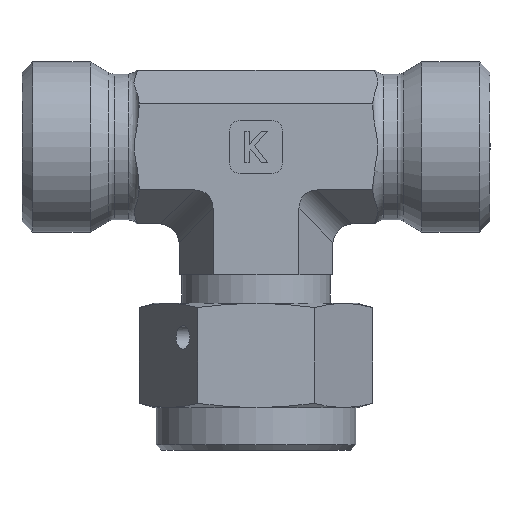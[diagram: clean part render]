
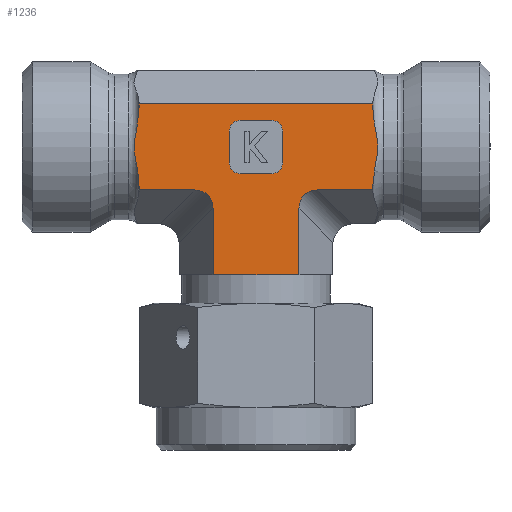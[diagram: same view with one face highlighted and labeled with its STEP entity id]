
A CAD part, left-side view. The second image highlights one B-rep face of the part: STEP entity #1236.
In plain terms, the highlighted planar face has unit normal (-1, 0, 0).
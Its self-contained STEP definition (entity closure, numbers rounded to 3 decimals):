
#215=CARTESIAN_POINT('',(-26.485,13.585,0.0));
#216=VERTEX_POINT('',#215);
#223=CARTESIAN_POINT('',(-26.485,9.544,0.));
#224=VERTEX_POINT('',#223);
#232=CARTESIAN_POINT('',(-26.485,13.585,0.0));
#233=DIRECTION('',(0.0,-1.0,0.0));
#234=VECTOR('',#233,4.041);
#235=LINE('',#232,#234);
#236=EDGE_CURVE('',#216,#224,#235,.T.);
#246=CARTESIAN_POINT('',(-26.485,5.502,0.0));
#247=VERTEX_POINT('',#246);
#248=CARTESIAN_POINT('',(-26.485,9.544,0.0));
#249=DIRECTION('',(0.0,-1.0,0.0));
#250=VECTOR('',#249,4.041);
#251=LINE('',#248,#250);
#252=EDGE_CURVE('',#224,#247,#251,.T.);
#968=CARTESIAN_POINT('',(-26.485,20.544,8.447));
#969=VERTEX_POINT('',#968);
#977=CARTESIAN_POINT('',(-26.485,20.544,15.553));
#978=VERTEX_POINT('',#977);
#979=CARTESIAN_POINT('',(-26.485,20.544,15.553));
#980=CARTESIAN_POINT('',(-26.485,20.544,15.154));
#981=CARTESIAN_POINT('',(-26.485,20.602,14.678));
#982=CARTESIAN_POINT('',(-26.485,20.794,13.569));
#983=CARTESIAN_POINT('',(-26.485,21.017,12.727));
#984=CARTESIAN_POINT('',(-26.485,21.017,12.));
#985=CARTESIAN_POINT('',(-26.485,21.017,11.273));
#986=CARTESIAN_POINT('',(-26.485,20.794,10.431));
#987=CARTESIAN_POINT('',(-26.485,20.602,9.322));
#988=CARTESIAN_POINT('',(-26.485,20.544,8.846));
#989=CARTESIAN_POINT('',(-26.485,20.544,8.447));
#990=B_SPLINE_CURVE_WITH_KNOTS('',3,(#979,#980,#981,#982,#983,#984,#985,#986,#987,#988,#989),.UNSPECIFIED.,.F.,.U.,(4,2,3,2,4),(-0.338,-0.218,0.0,0.218,0.338),.UNSPECIFIED.);
#991=EDGE_CURVE('',#978,#969,#990,.T.);
#1055=CARTESIAN_POINT('',(-26.485,5.502,0.0));
#1056=DIRECTION('',(-1.0,0.0,0.0));
#1057=DIRECTION('',(0.0,0.0,1.0));
#1058=AXIS2_PLACEMENT_3D('',#1055,#1056,#1057);
#1059=PLANE('',#1058);
#1060=CARTESIAN_POINT('',(-26.485,20.544,16.041));
#1061=VERTEX_POINT('',#1060);
#1062=CARTESIAN_POINT('',(-26.485,20.544,16.041));
#1063=DIRECTION('',(0.0,0.0,-1.0));
#1064=VECTOR('',#1063,0.489);
#1065=LINE('',#1062,#1064);
#1066=EDGE_CURVE('',#1061,#978,#1065,.T.);
#1067=ORIENTED_EDGE('',*,*,#1066,.T.);
#1068=ORIENTED_EDGE('',*,*,#991,.T.);
#1069=CARTESIAN_POINT('',(-26.485,20.544,7.959));
#1070=VERTEX_POINT('',#1069);
#1071=CARTESIAN_POINT('',(-26.485,20.544,8.447));
#1072=DIRECTION('',(0.0,0.0,-1.0));
#1073=VECTOR('',#1072,0.489);
#1074=LINE('',#1071,#1073);
#1075=EDGE_CURVE('',#969,#1070,#1074,.T.);
#1076=ORIENTED_EDGE('',*,*,#1075,.T.);
#1077=CARTESIAN_POINT('',(-26.485,15.317,7.959));
#1078=VERTEX_POINT('',#1077);
#1079=CARTESIAN_POINT('',(-26.485,15.317,7.959));
#1080=DIRECTION('',(0.0,1.0,0.0));
#1081=VECTOR('',#1080,5.226);
#1082=LINE('',#1079,#1081);
#1083=EDGE_CURVE('',#1078,#1070,#1082,.T.);
#1084=ORIENTED_EDGE('',*,*,#1083,.F.);
#1085=CARTESIAN_POINT('',(-26.485,13.585,6.226));
#1086=VERTEX_POINT('',#1085);
#1087=CARTESIAN_POINT('',(-26.485,15.895,5.649));
#1088=DIRECTION('',(-1.0,0.0,0.0));
#1089=DIRECTION('',(0.0,-0.707,0.707));
#1090=AXIS2_PLACEMENT_3D('',#1087,#1088,#1089);
#1091=ELLIPSE('',#1090,2.582,2.0);
#1092=EDGE_CURVE('',#1086,#1078,#1091,.T.);
#1093=ORIENTED_EDGE('',*,*,#1092,.F.);
#1094=CARTESIAN_POINT('',(-26.485,13.585,0.0));
#1095=DIRECTION('',(0.0,0.0,1.0));
#1096=VECTOR('',#1095,6.226);
#1097=LINE('',#1094,#1096);
#1098=EDGE_CURVE('',#216,#1086,#1097,.T.);
#1099=ORIENTED_EDGE('',*,*,#1098,.F.);
#1100=ORIENTED_EDGE('',*,*,#236,.T.);
#1101=ORIENTED_EDGE('',*,*,#252,.T.);
#1102=CARTESIAN_POINT('',(-26.485,5.502,6.226));
#1103=VERTEX_POINT('',#1102);
#1104=CARTESIAN_POINT('',(-26.485,5.502,0.0));
#1105=DIRECTION('',(0.0,0.0,1.0));
#1106=VECTOR('',#1105,6.226);
#1107=LINE('',#1104,#1106);
#1108=EDGE_CURVE('',#247,#1103,#1107,.T.);
#1109=ORIENTED_EDGE('',*,*,#1108,.T.);
#1110=CARTESIAN_POINT('',(-26.485,3.77,7.959));
#1111=VERTEX_POINT('',#1110);
#1112=CARTESIAN_POINT('',(-26.485,3.193,5.649));
#1113=DIRECTION('',(-1.0,0.0,0.0));
#1114=DIRECTION('',(0.0,0.707,0.707));
#1115=AXIS2_PLACEMENT_3D('',#1112,#1113,#1114);
#1116=ELLIPSE('',#1115,2.582,2.0);
#1117=EDGE_CURVE('',#1111,#1103,#1116,.T.);
#1118=ORIENTED_EDGE('',*,*,#1117,.F.);
#1119=CARTESIAN_POINT('',(-26.485,-1.456,7.959));
#1120=VERTEX_POINT('',#1119);
#1121=CARTESIAN_POINT('',(-26.485,3.77,7.959));
#1122=DIRECTION('',(0.0,-1.0,0.0));
#1123=VECTOR('',#1122,5.226);
#1124=LINE('',#1121,#1123);
#1125=EDGE_CURVE('',#1111,#1120,#1124,.T.);
#1126=ORIENTED_EDGE('',*,*,#1125,.T.);
#1127=CARTESIAN_POINT('',(-26.485,-1.456,8.447));
#1128=VERTEX_POINT('',#1127);
#1129=CARTESIAN_POINT('',(-26.485,-1.456,7.959));
#1130=DIRECTION('',(0.0,0.0,1.0));
#1131=VECTOR('',#1130,0.489);
#1132=LINE('',#1129,#1131);
#1133=EDGE_CURVE('',#1120,#1128,#1132,.T.);
#1134=ORIENTED_EDGE('',*,*,#1133,.T.);
#1135=CARTESIAN_POINT('',(-26.485,-1.456,15.553));
#1136=VERTEX_POINT('',#1135);
#1137=CARTESIAN_POINT('',(-26.485,-1.456,8.447));
#1138=CARTESIAN_POINT('',(-26.485,-1.456,8.846));
#1139=CARTESIAN_POINT('',(-26.485,-1.514,9.322));
#1140=CARTESIAN_POINT('',(-26.485,-1.706,10.431));
#1141=CARTESIAN_POINT('',(-26.485,-1.929,11.273));
#1142=CARTESIAN_POINT('',(-26.485,-1.929,12.727));
#1143=CARTESIAN_POINT('',(-26.485,-1.706,13.569));
#1144=CARTESIAN_POINT('',(-26.485,-1.514,14.678));
#1145=CARTESIAN_POINT('',(-26.485,-1.456,15.154));
#1146=CARTESIAN_POINT('',(-26.485,-1.456,15.553));
#1147=B_SPLINE_CURVE_WITH_KNOTS('',3,(#1137,#1138,#1139,#1140,#1141,#1142,#1143,#1144,#1145,#1146),.UNSPECIFIED.,.F.,.U.,(4,2,2,2,4),(0.775,0.894,1.112,1.33,1.45),.UNSPECIFIED.);
#1148=EDGE_CURVE('',#1128,#1136,#1147,.T.);
#1149=ORIENTED_EDGE('',*,*,#1148,.T.);
#1150=CARTESIAN_POINT('',(-26.485,-1.456,16.041));
#1151=VERTEX_POINT('',#1150);
#1152=CARTESIAN_POINT('',(-26.485,-1.456,15.553));
#1153=DIRECTION('',(0.0,0.0,1.0));
#1154=VECTOR('',#1153,0.489);
#1155=LINE('',#1152,#1154);
#1156=EDGE_CURVE('',#1136,#1151,#1155,.T.);
#1157=ORIENTED_EDGE('',*,*,#1156,.T.);
#1158=CARTESIAN_POINT('',(-26.485,20.544,16.041));
#1159=DIRECTION('',(0.0,-1.0,0.0));
#1160=VECTOR('',#1159,22.0);
#1161=LINE('',#1158,#1160);
#1162=EDGE_CURVE('',#1061,#1151,#1161,.T.);
#1163=ORIENTED_EDGE('',*,*,#1162,.F.);
#1164=EDGE_LOOP('',(#1067,#1068,#1076,#1084,#1093,#1099,#1100,#1101,#1109,#1118,#1126,#1134,#1149,#1157,#1163));
#1165=FACE_OUTER_BOUND('',#1164,.T.);
#1166=CARTESIAN_POINT('',(-26.485,8.044,9.5));
#1167=VERTEX_POINT('',#1166);
#1168=CARTESIAN_POINT('',(-26.485,11.044,9.5));
#1169=VERTEX_POINT('',#1168);
#1170=CARTESIAN_POINT('',(-26.485,8.044,9.5));
#1171=DIRECTION('',(0.0,1.0,0.0));
#1172=VECTOR('',#1171,3.);
#1173=LINE('',#1170,#1172);
#1174=EDGE_CURVE('',#1167,#1169,#1173,.T.);
#1175=ORIENTED_EDGE('',*,*,#1174,.T.);
#1176=CARTESIAN_POINT('',(-26.485,12.044,10.5));
#1177=VERTEX_POINT('',#1176);
#1178=CARTESIAN_POINT('',(-26.485,11.044,10.5));
#1179=DIRECTION('',(-1.0,0.0,0.0));
#1180=DIRECTION('',(0.0,0.707,-0.707));
#1181=AXIS2_PLACEMENT_3D('',#1178,#1179,#1180);
#1182=CIRCLE('',#1181,1.0);
#1183=EDGE_CURVE('',#1177,#1169,#1182,.T.);
#1184=ORIENTED_EDGE('',*,*,#1183,.F.);
#1185=CARTESIAN_POINT('',(-26.485,12.044,13.5));
#1186=VERTEX_POINT('',#1185);
#1187=CARTESIAN_POINT('',(-26.485,12.044,10.5));
#1188=DIRECTION('',(0.0,0.0,1.0));
#1189=VECTOR('',#1188,3.);
#1190=LINE('',#1187,#1189);
#1191=EDGE_CURVE('',#1177,#1186,#1190,.T.);
#1192=ORIENTED_EDGE('',*,*,#1191,.T.);
#1193=CARTESIAN_POINT('',(-26.485,11.044,14.5));
#1194=VERTEX_POINT('',#1193);
#1195=CARTESIAN_POINT('',(-26.485,11.044,13.5));
#1196=DIRECTION('',(-1.0,0.0,0.0));
#1197=DIRECTION('',(0.0,0.707,0.707));
#1198=AXIS2_PLACEMENT_3D('',#1195,#1196,#1197);
#1199=CIRCLE('',#1198,1.0);
#1200=EDGE_CURVE('',#1194,#1186,#1199,.T.);
#1201=ORIENTED_EDGE('',*,*,#1200,.F.);
#1202=CARTESIAN_POINT('',(-26.485,8.044,14.5));
#1203=VERTEX_POINT('',#1202);
#1204=CARTESIAN_POINT('',(-26.485,11.044,14.5));
#1205=DIRECTION('',(0.0,-1.0,0.0));
#1206=VECTOR('',#1205,3.);
#1207=LINE('',#1204,#1206);
#1208=EDGE_CURVE('',#1194,#1203,#1207,.T.);
#1209=ORIENTED_EDGE('',*,*,#1208,.T.);
#1210=CARTESIAN_POINT('',(-26.485,7.044,13.5));
#1211=VERTEX_POINT('',#1210);
#1212=CARTESIAN_POINT('',(-26.485,8.044,13.5));
#1213=DIRECTION('',(-1.0,0.0,0.0));
#1214=DIRECTION('',(0.0,-0.707,0.707));
#1215=AXIS2_PLACEMENT_3D('',#1212,#1213,#1214);
#1216=CIRCLE('',#1215,1.0);
#1217=EDGE_CURVE('',#1211,#1203,#1216,.T.);
#1218=ORIENTED_EDGE('',*,*,#1217,.F.);
#1219=CARTESIAN_POINT('',(-26.485,7.044,10.5));
#1220=VERTEX_POINT('',#1219);
#1221=CARTESIAN_POINT('',(-26.485,7.044,13.5));
#1222=DIRECTION('',(0.0,0.0,-1.0));
#1223=VECTOR('',#1222,3.);
#1224=LINE('',#1221,#1223);
#1225=EDGE_CURVE('',#1211,#1220,#1224,.T.);
#1226=ORIENTED_EDGE('',*,*,#1225,.T.);
#1227=CARTESIAN_POINT('',(-26.485,8.044,10.5));
#1228=DIRECTION('',(-1.0,0.0,0.0));
#1229=DIRECTION('',(0.0,-0.707,-0.707));
#1230=AXIS2_PLACEMENT_3D('',#1227,#1228,#1229);
#1231=CIRCLE('',#1230,1.0);
#1232=EDGE_CURVE('',#1167,#1220,#1231,.T.);
#1233=ORIENTED_EDGE('',*,*,#1232,.F.);
#1234=EDGE_LOOP('',(#1175,#1184,#1192,#1201,#1209,#1218,#1226,#1233));
#1235=FACE_BOUND('',#1234,.T.);
#1236=ADVANCED_FACE('',(#1165,#1235),#1059,.T.);
